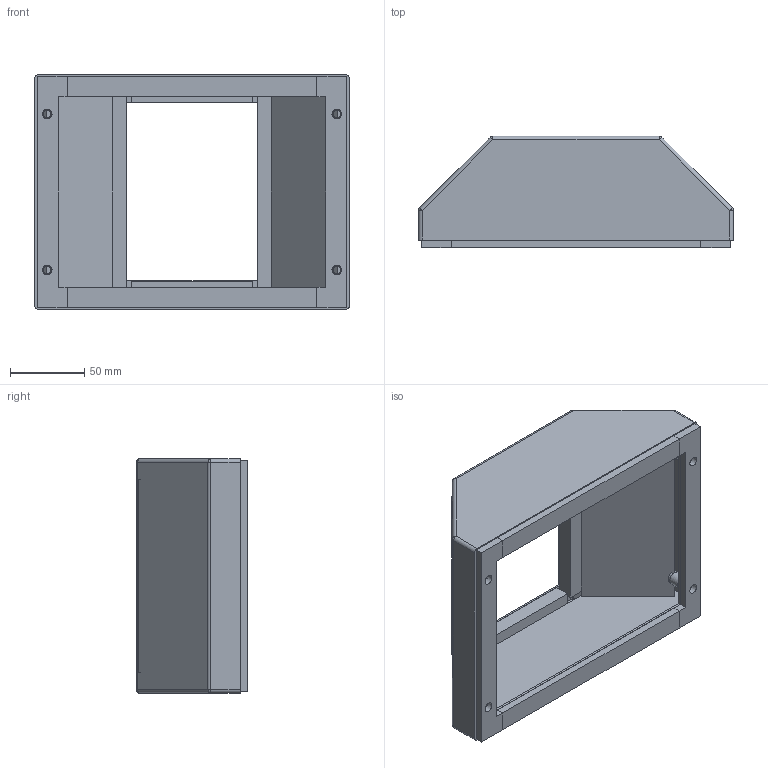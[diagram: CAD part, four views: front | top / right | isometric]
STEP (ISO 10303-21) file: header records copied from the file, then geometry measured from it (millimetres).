
FILE_DESCRIPTION (( 'STEP AP214' ), '1' );
FILE_NAME ('1011305.STEP', '2022-08-17T18:53:24', ( '' ), ( '' ), 'SwSTEP 2.0', 'SolidWorks 2021', '' );
FILE_SCHEMA (( 'AUTOMOTIVE_DESIGN' ));
Length unit declared in the file: inch
Products named in the file (1): 1011305
Bounding box: 212 x 75 x 158 mm (x, y, z)
Volume: 586367.9 mm3; surface area: 281848.6 mm2
Topology: 17 solids, 17 shells, 338 faces, 774 edges, 468 vertices
Faces by surface type: plane 264, cylinder 50, sphere 16, cone 8
Full cylindrical faces by diameter (mm): 5 x4, 6.5 x4, 7.2 x4, 8.9 x4, 10.2 x4
Entity records: 13680 total; most frequent: DIRECTION 1564, CARTESIAN_POINT 1533, ORIENTED_EDGE 1452, EDGE_CURVE 726, VECTOR 558, LINE 558, AXIS2_PLACEMENT_3D 503, VERTEX_POINT 456
